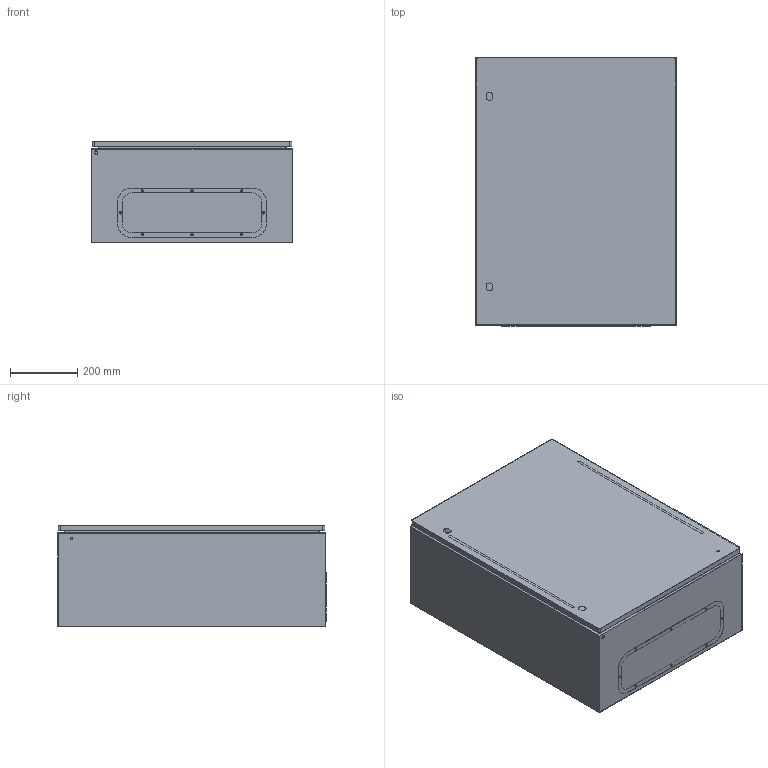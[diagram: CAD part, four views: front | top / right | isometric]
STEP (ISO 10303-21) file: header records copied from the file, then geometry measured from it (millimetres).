
FILE_DESCRIPTION(('STEP AP242'),'1');
FILE_NAME('nsycrn86300.stp','2021-05-06T21:37:16',('TraceParts'),('TraceParts S.A.'),'Spatial InterOp 3D',' ',' ');
FILE_SCHEMA(('AP242_MANAGED_MODEL_BASED_3D_ENGINEERING_MIM_LF {1 0 10303 442 1 1 4}'));
Length unit declared in the file: millimetre
Products named in the file (1): nsycrn86300_1
Bounding box: 600 x 801.5 x 302.2 mm (x, y, z)
Volume: 2486059.3 mm3; surface area: 3847362.6 mm2
Topology: 3 solids, 3 shells, 482 faces, 1262 edges, 822 vertices
Faces by surface type: cylinder 302, plane 158, cone 22
Entity records: 25554 total; most frequent: DIRECTION 2854, CARTESIAN_POINT 2595, ORIENTED_EDGE 2524, STYLED_ITEM 1744, PRESENTATION_STYLE_ASSIGNMENT 1744, COLOUR_RGB 1744, EDGE_CURVE 1262, CURVE_STYLE 1262
